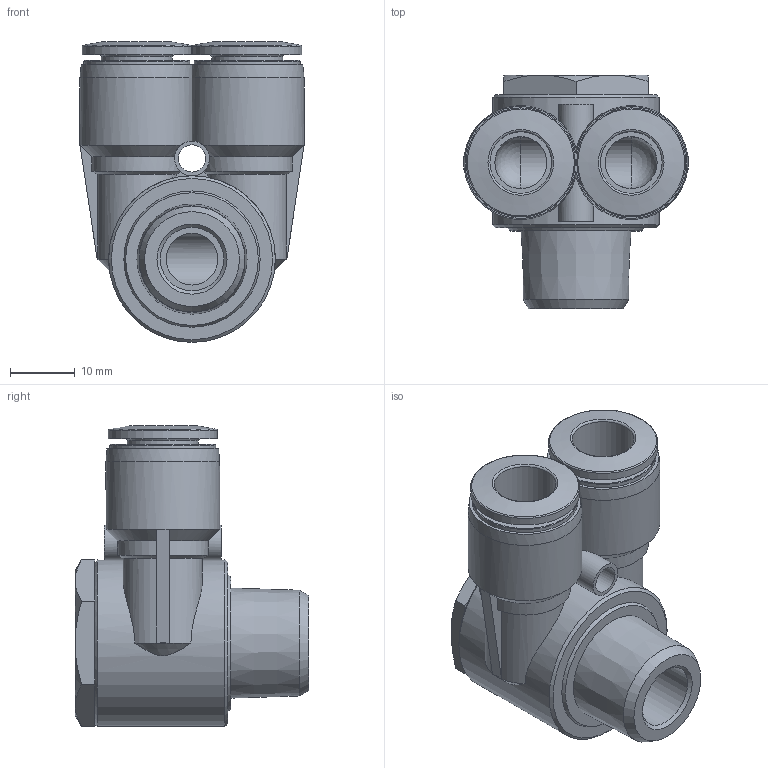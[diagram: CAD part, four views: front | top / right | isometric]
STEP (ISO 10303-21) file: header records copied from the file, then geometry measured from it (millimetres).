
FILE_DESCRIPTION(/* description */ ('STEP AP214'),/* implementation_level */ '2;1');
FILE_NAME(/* name */ '153797_QSYLV-3_8-3_8-U',/* time_stamp */ '2024-09-14T23:12:24+02:00',/* author */ ('License CC BY-ND 4.0'),/* organization */ ('CADENAS'),/* preprocessor_version */ 'ST-DEVELOPER v19.3',/* originating_system */ 'PARTsolutions',/* authorisation */ ' ');
FILE_SCHEMA (('AUTOMOTIVE_DESIGN {1 0 10303 214 3 1 1}'));
Length unit declared in the file: millimetre
Products named in the file (1): 153797 QSYLV-3/8-3/8-U
Bounding box: 34.5 x 36 x 46.34 mm (x, y, z)
Volume: 18277.3 mm3; surface area: 9550.7 mm2
Topology: 1 solids, 1 shells, 115 faces, 263 edges, 158 vertices
Faces by surface type: plane 50, cylinder 29, cone 28, torus 6, sphere 2
Full cylindrical faces by diameter (mm): 4.2 x1, 8 x4, 9.525 x2, 9.797 x1, 10.925 x2, 16.3 x2, 16.8 x2, 25.67 x1
Entity records: 3937 total; most frequent: CARTESIAN_POINT 686, DIRECTION 522, ORIENTED_EDGE 448, AXIS2_PLACEMENT_3D 230, EDGE_CURVE 224, EDGE_LOOP 162, FACE_BOUND 162, VERTEX_POINT 152
